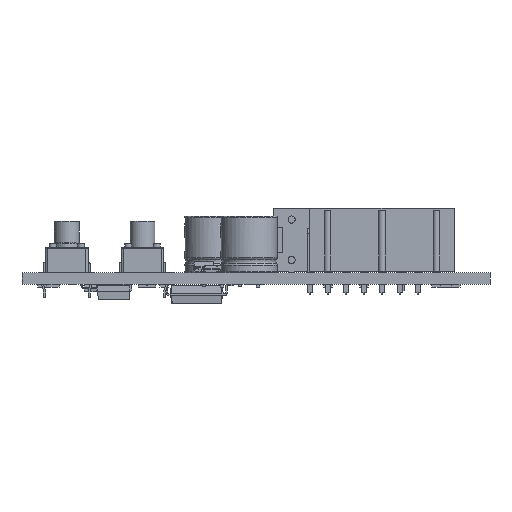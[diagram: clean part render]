
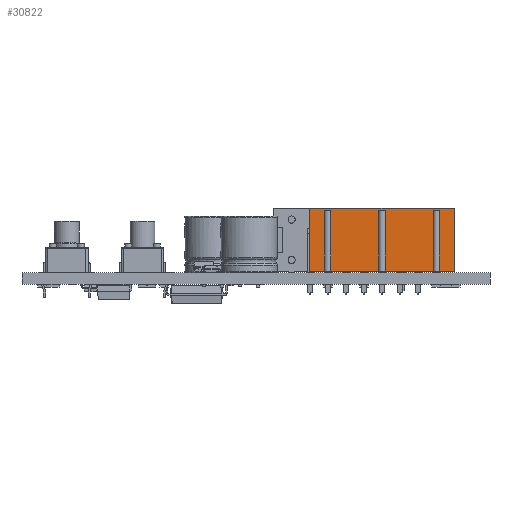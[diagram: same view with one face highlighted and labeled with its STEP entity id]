
A CAD part, front view. The second image highlights one B-rep face of the part: STEP entity #30822.
In plain terms, the highlighted face is planar.
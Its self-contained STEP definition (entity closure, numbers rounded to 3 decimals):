
#29984 = EDGE_CURVE('',#29985,#29987,#29989,.T.);
#29985 = VERTEX_POINT('',#29986);
#29986 = CARTESIAN_POINT('',(5.695,5.1,0.25));
#29987 = VERTEX_POINT('',#29988);
#29988 = CARTESIAN_POINT('',(5.695,5.1,9.1));
#29989 = LINE('',#29990,#29991);
#29990 = CARTESIAN_POINT('',(5.695,5.1,0.25));
#29991 = VECTOR('',#29992,1.);
#29992 = DIRECTION('',(0.,0.,1.));
#30049 = VERTEX_POINT('',#30050);
#30050 = CARTESIAN_POINT('',(5.695,-15.26,9.1));
#30056 = EDGE_CURVE('',#30049,#29987,#30057,.T.);
#30057 = LINE('',#30058,#30059);
#30058 = CARTESIAN_POINT('',(5.695,-15.26,9.1));
#30059 = VECTOR('',#30060,1.);
#30060 = DIRECTION('',(0.,1.,0.));
#30257 = VERTEX_POINT('',#30258);
#30258 = CARTESIAN_POINT('',(5.695,-15.26,0.25));
#30264 = EDGE_CURVE('',#30257,#30049,#30265,.T.);
#30265 = LINE('',#30266,#30267);
#30266 = CARTESIAN_POINT('',(5.695,-15.26,0.25));
#30267 = VECTOR('',#30268,1.);
#30268 = DIRECTION('',(0.,0.,1.));
#30304 = EDGE_CURVE('',#30305,#29985,#30307,.T.);
#30305 = VERTEX_POINT('',#30306);
#30306 = CARTESIAN_POINT('',(5.695,3.033,0.25));
#30307 = LINE('',#30308,#30309);
#30308 = CARTESIAN_POINT('',(5.695,-15.26,0.25));
#30309 = VECTOR('',#30310,1.);
#30310 = DIRECTION('',(0.,1.,0.));
#30322 = VERTEX_POINT('',#30323);
#30323 = CARTESIAN_POINT('',(5.695,2.167,0.25));
#30330 = EDGE_CURVE('',#30331,#30322,#30333,.T.);
#30331 = VERTEX_POINT('',#30332);
#30332 = CARTESIAN_POINT('',(5.695,-4.647,0.25));
#30333 = LINE('',#30334,#30335);
#30334 = CARTESIAN_POINT('',(5.695,-15.26,0.25));
#30335 = VECTOR('',#30336,1.);
#30336 = DIRECTION('',(0.,1.,0.));
#30348 = VERTEX_POINT('',#30349);
#30349 = CARTESIAN_POINT('',(5.695,-5.513,0.25));
#30356 = EDGE_CURVE('',#30357,#30348,#30359,.T.);
#30357 = VERTEX_POINT('',#30358);
#30358 = CARTESIAN_POINT('',(5.695,-12.327,0.25));
#30359 = LINE('',#30360,#30361);
#30360 = CARTESIAN_POINT('',(5.695,-15.26,0.25));
#30361 = VECTOR('',#30362,1.);
#30362 = DIRECTION('',(0.,1.,0.));
#30374 = VERTEX_POINT('',#30375);
#30375 = CARTESIAN_POINT('',(5.695,-13.193,0.25));
#30382 = EDGE_CURVE('',#30257,#30374,#30383,.T.);
#30383 = LINE('',#30384,#30385);
#30384 = CARTESIAN_POINT('',(5.695,-15.26,0.25));
#30385 = VECTOR('',#30386,1.);
#30386 = DIRECTION('',(0.,1.,0.));
#30822 = ADVANCED_FACE('',(#30823),#30898,.T.);
#30823 = FACE_BOUND('',#30824,.T.);
#30824 = EDGE_LOOP('',(#30825,#30826,#30827,#30835,#30843,#30849,#30850,
    #30858,#30866,#30872,#30873,#30881,#30889,#30895,#30896,#30897));
#30825 = ORIENTED_EDGE('',*,*,#30264,.F.);
#30826 = ORIENTED_EDGE('',*,*,#30382,.T.);
#30827 = ORIENTED_EDGE('',*,*,#30828,.F.);
#30828 = EDGE_CURVE('',#30829,#30374,#30831,.T.);
#30829 = VERTEX_POINT('',#30830);
#30830 = CARTESIAN_POINT('',(5.695,-13.193,8.75));
#30831 = LINE('',#30832,#30833);
#30832 = CARTESIAN_POINT('',(5.695,-13.193,0.25));
#30833 = VECTOR('',#30834,1.);
#30834 = DIRECTION('',(-0.,-0.,-1.));
#30835 = ORIENTED_EDGE('',*,*,#30836,.F.);
#30836 = EDGE_CURVE('',#30837,#30829,#30839,.T.);
#30837 = VERTEX_POINT('',#30838);
#30838 = CARTESIAN_POINT('',(5.695,-12.327,8.75));
#30839 = LINE('',#30840,#30841);
#30840 = CARTESIAN_POINT('',(5.695,-8.92,8.75));
#30841 = VECTOR('',#30842,1.);
#30842 = DIRECTION('',(0.,-1.,0.));
#30843 = ORIENTED_EDGE('',*,*,#30844,.T.);
#30844 = EDGE_CURVE('',#30837,#30357,#30845,.T.);
#30845 = LINE('',#30846,#30847);
#30846 = CARTESIAN_POINT('',(5.695,-12.327,0.25));
#30847 = VECTOR('',#30848,1.);
#30848 = DIRECTION('',(-0.,-0.,-1.));
#30849 = ORIENTED_EDGE('',*,*,#30356,.T.);
#30850 = ORIENTED_EDGE('',*,*,#30851,.F.);
#30851 = EDGE_CURVE('',#30852,#30348,#30854,.T.);
#30852 = VERTEX_POINT('',#30853);
#30853 = CARTESIAN_POINT('',(5.695,-5.513,8.75));
#30854 = LINE('',#30855,#30856);
#30855 = CARTESIAN_POINT('',(5.695,-5.513,0.25));
#30856 = VECTOR('',#30857,1.);
#30857 = DIRECTION('',(-0.,-0.,-1.));
#30858 = ORIENTED_EDGE('',*,*,#30859,.F.);
#30859 = EDGE_CURVE('',#30860,#30852,#30862,.T.);
#30860 = VERTEX_POINT('',#30861);
#30861 = CARTESIAN_POINT('',(5.695,-4.647,8.75));
#30862 = LINE('',#30863,#30864);
#30863 = CARTESIAN_POINT('',(5.695,-5.08,8.75));
#30864 = VECTOR('',#30865,1.);
#30865 = DIRECTION('',(0.,-1.,0.));
#30866 = ORIENTED_EDGE('',*,*,#30867,.T.);
#30867 = EDGE_CURVE('',#30860,#30331,#30868,.T.);
#30868 = LINE('',#30869,#30870);
#30869 = CARTESIAN_POINT('',(5.695,-4.647,0.25));
#30870 = VECTOR('',#30871,1.);
#30871 = DIRECTION('',(-0.,-0.,-1.));
#30872 = ORIENTED_EDGE('',*,*,#30330,.T.);
#30873 = ORIENTED_EDGE('',*,*,#30874,.F.);
#30874 = EDGE_CURVE('',#30875,#30322,#30877,.T.);
#30875 = VERTEX_POINT('',#30876);
#30876 = CARTESIAN_POINT('',(5.695,2.167,8.75));
#30877 = LINE('',#30878,#30879);
#30878 = CARTESIAN_POINT('',(5.695,2.167,0.25));
#30879 = VECTOR('',#30880,1.);
#30880 = DIRECTION('',(-0.,-0.,-1.));
#30881 = ORIENTED_EDGE('',*,*,#30882,.F.);
#30882 = EDGE_CURVE('',#30883,#30875,#30885,.T.);
#30883 = VERTEX_POINT('',#30884);
#30884 = CARTESIAN_POINT('',(5.695,3.033,8.75));
#30885 = LINE('',#30886,#30887);
#30886 = CARTESIAN_POINT('',(5.695,-1.24,8.75));
#30887 = VECTOR('',#30888,1.);
#30888 = DIRECTION('',(0.,-1.,0.));
#30889 = ORIENTED_EDGE('',*,*,#30890,.T.);
#30890 = EDGE_CURVE('',#30883,#30305,#30891,.T.);
#30891 = LINE('',#30892,#30893);
#30892 = CARTESIAN_POINT('',(5.695,3.033,0.25));
#30893 = VECTOR('',#30894,1.);
#30894 = DIRECTION('',(-0.,-0.,-1.));
#30895 = ORIENTED_EDGE('',*,*,#30304,.T.);
#30896 = ORIENTED_EDGE('',*,*,#29984,.T.);
#30897 = ORIENTED_EDGE('',*,*,#30056,.F.);
#30898 = PLANE('',#30899);
#30899 = AXIS2_PLACEMENT_3D('',#30900,#30901,#30902);
#30900 = CARTESIAN_POINT('',(5.695,-5.08,4.675));
#30901 = DIRECTION('',(1.,0.,0.));
#30902 = DIRECTION('',(0.,0.,1.));
